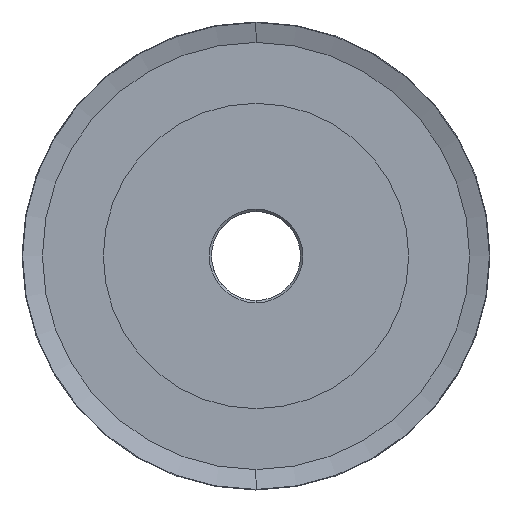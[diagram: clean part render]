
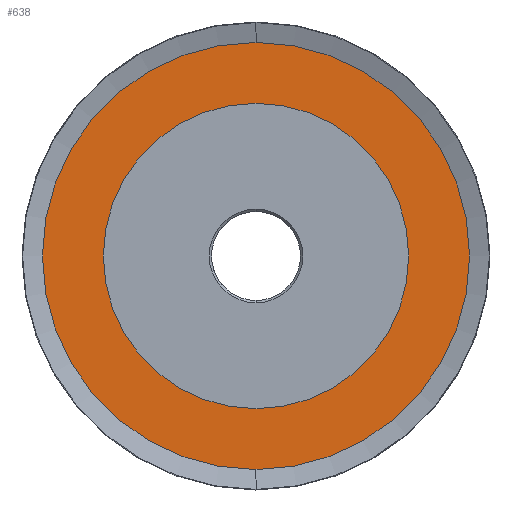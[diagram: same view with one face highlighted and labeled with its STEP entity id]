
A CAD part, left-side view. The second image highlights one B-rep face of the part: STEP entity #638.
In plain terms, the highlighted planar face has unit normal (-1, 0, 0).
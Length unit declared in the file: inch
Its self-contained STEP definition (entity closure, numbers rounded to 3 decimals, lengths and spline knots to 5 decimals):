
#638 = ADVANCED_FACE ( 'NONE', ( #17546, #14193 ), #9005, .T. ) ;
#860 = CIRCLE ( 'NONE', #17218, 0.6 ) ;
#1154 = DIRECTION ( 'NONE',  ( -1., 0., 0. ) ) ;
#1444 = VERTEX_POINT ( 'NONE', #13523 ) ;
#1737 = AXIS2_PLACEMENT_3D ( 'NONE', #8902, #8941, #8881 ) ;
#1799 = ORIENTED_EDGE ( 'NONE', *, *, #8683, .F. ) ;
#2026 = ORIENTED_EDGE ( 'NONE', *, *, #9740, .T. ) ;
#2407 = CARTESIAN_POINT ( 'NONE',  ( -0.3345, 0., -0.6 ) ) ;
#2816 = AXIS2_PLACEMENT_3D ( 'NONE', #9818, #1154, #11286 ) ;
#3500 = CARTESIAN_POINT ( 'NONE',  ( -0.3345, 0., 0. ) ) ;
#4211 = CARTESIAN_POINT ( 'NONE',  ( -0.3345, 0., -0.429 ) ) ;
#4217 = ORIENTED_EDGE ( 'NONE', *, *, #13237, .F. ) ;
#4901 = CARTESIAN_POINT ( 'NONE',  ( -0.3345, 0., 0. ) ) ;
#4940 = VERTEX_POINT ( 'NONE', #4211 ) ;
#4961 = DIRECTION ( 'NONE',  ( 0., 0., 1. ) ) ;
#5577 = CARTESIAN_POINT ( 'NONE',  ( -0.3345, 0., 0. ) ) ;
#6069 = EDGE_LOOP ( 'NONE', ( #13208, #2026 ) ) ;
#6372 = DIRECTION ( 'NONE',  ( 0., 0., 1. ) ) ;
#7048 = DIRECTION ( 'NONE',  ( 0., 0., 1. ) ) ;
#7082 = CARTESIAN_POINT ( 'NONE',  ( -0.3345, 0., 0.429 ) ) ;
#7485 = CIRCLE ( 'NONE', #2816, 0.429 ) ;
#8007 = CIRCLE ( 'NONE', #10769, 0.6 ) ;
#8106 = VERTEX_POINT ( 'NONE', #7082 ) ;
#8242 = CIRCLE ( 'NONE', #9197, 0.429 ) ;
#8683 = EDGE_CURVE ( 'NONE', #4940, #8106, #7485, .T. ) ;
#8881 = DIRECTION ( 'NONE',  ( 0., 0., 1. ) ) ;
#8902 = CARTESIAN_POINT ( 'NONE',  ( -0.3345, 0.6, 0. ) ) ;
#8941 = DIRECTION ( 'NONE',  ( -1., 0., 0. ) ) ;
#9005 = PLANE ( 'NONE',  #1737 ) ;
#9197 = AXIS2_PLACEMENT_3D ( 'NONE', #3500, #13615, #4961 ) ;
#9286 = VERTEX_POINT ( 'NONE', #2407 ) ;
#9740 = EDGE_CURVE ( 'NONE', #9286, #1444, #860, .T. ) ;
#9818 = CARTESIAN_POINT ( 'NONE',  ( -0.3345, 0., 0. ) ) ;
#10769 = AXIS2_PLACEMENT_3D ( 'NONE', #5577, #15673, #7048 ) ;
#11286 = DIRECTION ( 'NONE',  ( 0., 0., 1. ) ) ;
#13208 = ORIENTED_EDGE ( 'NONE', *, *, #13580, .T. ) ;
#13237 = EDGE_CURVE ( 'NONE', #8106, #4940, #8242, .T. ) ;
#13523 = CARTESIAN_POINT ( 'NONE',  ( -0.3345, 0., 0.6 ) ) ;
#13580 = EDGE_CURVE ( 'NONE', #1444, #9286, #8007, .T. ) ;
#13615 = DIRECTION ( 'NONE',  ( -1., 0., 0. ) ) ;
#13740 = EDGE_LOOP ( 'NONE', ( #4217, #1799 ) ) ;
#14193 = FACE_BOUND ( 'NONE', #13740, .T. ) ;
#15011 = DIRECTION ( 'NONE',  ( -1., 0., 0. ) ) ;
#15673 = DIRECTION ( 'NONE',  ( -1., 0., 0. ) ) ;
#17218 = AXIS2_PLACEMENT_3D ( 'NONE', #4901, #15011, #6372 ) ;
#17546 = FACE_OUTER_BOUND ( 'NONE', #6069, .T. ) ;
